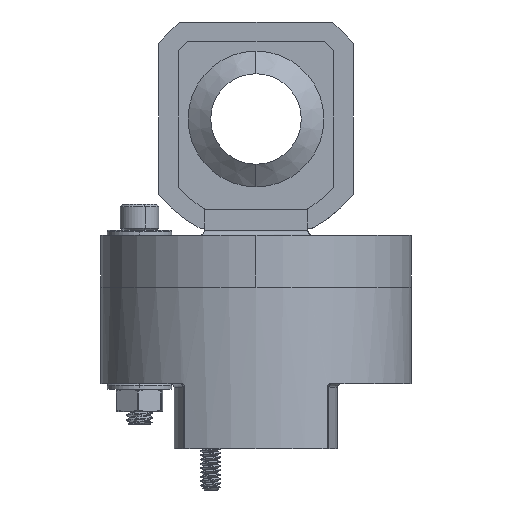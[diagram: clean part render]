
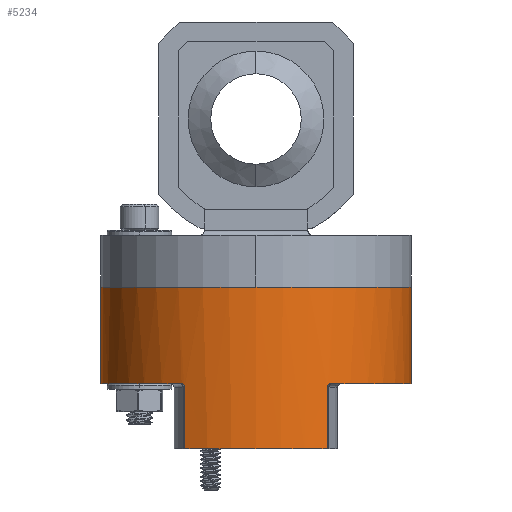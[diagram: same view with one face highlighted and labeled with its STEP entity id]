
A CAD part, left-side view. The second image highlights one B-rep face of the part: STEP entity #5234.
In plain terms, the highlighted cylindrical face has radius 38.1 mm (diameter 76.2 mm), a partial arc.
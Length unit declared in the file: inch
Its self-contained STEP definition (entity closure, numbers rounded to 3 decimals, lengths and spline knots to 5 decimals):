
#38 = EDGE_CURVE ( 'NONE', #10479, #28979, #16340, .T. ) ;
#50 = VECTOR ( 'NONE', #25393, 39.37008 ) ;
#405 = CARTESIAN_POINT ( 'NONE',  ( 0.60249, -1.33268, -0.68845 ) ) ;
#422 = DIRECTION ( 'NONE',  ( 0., 0., -1. ) ) ;
#423 = CARTESIAN_POINT ( 'NONE',  ( 0.625, -1.33317, 0.6875 ) ) ;
#702 = CARTESIAN_POINT ( 'NONE',  ( 0.625, -1.31659, -0.71875 ) ) ;
#840 = CARTESIAN_POINT ( 'NONE',  ( 0.59375, -1.33317, 0.6875 ) ) ;
#1125 = VERTEX_POINT ( 'NONE', #6109 ) ;
#1542 = CYLINDRICAL_SURFACE ( 'NONE', #18509, 1.5 ) ;
#2227 = CARTESIAN_POINT ( 'NONE',  ( 0.625, -1.33317, -0.6875 ) ) ;
#2435 = CARTESIAN_POINT ( 'NONE',  ( 0.6243, -1.32075, -0.71108 ) ) ;
#2951 = DIRECTION ( 'NONE',  ( 0., 0., -1. ) ) ;
#3073 = DIRECTION ( 'NONE',  ( -1., 0., 0. ) ) ;
#3368 = CIRCLE ( 'NONE', #16104, 1.5 ) ;
#3519 = CARTESIAN_POINT ( 'NONE',  ( 0.625, -1.31659, -0.71875 ) ) ;
#3873 = EDGE_CURVE ( 'NONE', #18232, #21898, #21450, .T. ) ;
#4090 = DIRECTION ( 'NONE',  ( -1., 0., 0. ) ) ;
#4391 = CARTESIAN_POINT ( 'NONE',  ( 0.60247, -1.33269, 0.68843 ) ) ;
#4907 = CARTESIAN_POINT ( 'NONE',  ( 1.56, 0., 0. ) ) ;
#4957 = CIRCLE ( 'NONE', #21600, 1.5 ) ;
#5185 = CARTESIAN_POINT ( 'NONE',  ( 0.625, -1.31869, -0.71489 ) ) ;
#5234 = ADVANCED_FACE ( 'NONE', ( #6012 ), #1542, .T. ) ;
#5406 = CARTESIAN_POINT ( 'NONE',  ( 0., 0., 0. ) ) ;
#5756 = CARTESIAN_POINT ( 'NONE',  ( 1.56, 0., 1.5 ) ) ;
#5938 = DIRECTION ( 'NONE',  ( 0., 0., 1. ) ) ;
#6012 = FACE_OUTER_BOUND ( 'NONE', #11391, .T. ) ;
#6109 = CARTESIAN_POINT ( 'NONE',  ( 0.625, -1.31659, 0.71875 ) ) ;
#6311 = CARTESIAN_POINT ( 'NONE',  ( 0.625, 0., -1.5 ) ) ;
#6662 = LINE ( 'NONE', #18179, #50 ) ;
#6800 = ORIENTED_EDGE ( 'NONE', *, *, #30114, .F. ) ;
#8067 = DIRECTION ( 'NONE',  ( -1., 0., 0. ) ) ;
#8624 = ORIENTED_EDGE ( 'NONE', *, *, #27941, .T. ) ;
#8642 = CIRCLE ( 'NONE', #25322, 1.5 ) ;
#8701 = ORIENTED_EDGE ( 'NONE', *, *, #10116, .F. ) ;
#8907 = B_SPLINE_CURVE_WITH_KNOTS ( 'NONE', 3,
 ( #28368, #21151, #405, #23912, #14704, #23611, #28823, #2435, #5185, #702 ),
 .UNSPECIFIED., .F., .F.,
 ( 4, 2, 2, 2, 4 ),
 ( 0., 0.00033, 0.00066, 0.00099, 0.00132 ),
 .UNSPECIFIED. ) ;
#9242 = DIRECTION ( 'NONE',  ( 0., 0., 1. ) ) ;
#10116 = EDGE_CURVE ( 'NONE', #1125, #22678, #4957, .T. ) ;
#10479 = VERTEX_POINT ( 'NONE', #19398 ) ;
#10934 = CARTESIAN_POINT ( 'NONE',  ( 1.56, 0., 0. ) ) ;
#11391 = EDGE_LOOP ( 'NONE', ( #29273, #24787, #28973, #8701, #17127, #29233, #18205, #19332, #8624, #6800 ) ) ;
#11847 = CARTESIAN_POINT ( 'NONE',  ( 0., -1.33317, 0.6875 ) ) ;
#12471 = VECTOR ( 'NONE', #25720, 39.37008 ) ;
#12831 = VECTOR ( 'NONE', #8067, 39.37008 ) ;
#13151 = CARTESIAN_POINT ( 'NONE',  ( 0.59817, -1.33317, 0.6875 ) ) ;
#14704 = CARTESIAN_POINT ( 'NONE',  ( 0.61376, -1.32959, -0.6944 ) ) ;
#14775 = DIRECTION ( 'NONE',  ( 1., 0., 0. ) ) ;
#15118 = VERTEX_POINT ( 'NONE', #28328 ) ;
#15732 = CARTESIAN_POINT ( 'NONE',  ( 0.625, -1.31659, 0.71875 ) ) ;
#16040 = CARTESIAN_POINT ( 'NONE',  ( 0.61375, -1.3296, 0.69439 ) ) ;
#16104 = AXIS2_PLACEMENT_3D ( 'NONE', #25972, #3073, #16748 ) ;
#16340 = LINE ( 'NONE', #2227, #12471 ) ;
#16390 = AXIS2_PLACEMENT_3D ( 'NONE', #4907, #21605, #422 ) ;
#16748 = DIRECTION ( 'NONE',  ( 0., 0., 1. ) ) ;
#17127 = ORIENTED_EDGE ( 'NONE', *, *, #17792, .T. ) ;
#17339 = EDGE_CURVE ( 'NONE', #15118, #24788, #6662, .T. ) ;
#17792 = EDGE_CURVE ( 'NONE', #1125, #18232, #18847, .T. ) ;
#18179 = CARTESIAN_POINT ( 'NONE',  ( 1.56, 0., -1.5 ) ) ;
#18205 = ORIENTED_EDGE ( 'NONE', *, *, #26921, .T. ) ;
#18232 = VERTEX_POINT ( 'NONE', #840 ) ;
#18509 = AXIS2_PLACEMENT_3D ( 'NONE', #10934, #27353, #9242 ) ;
#18847 = B_SPLINE_CURVE_WITH_KNOTS ( 'NONE', 3,
 ( #15732, #25121, #27724, #16040, #25428, #4391, #13151, #22482 ),
 .UNSPECIFIED., .F., .F.,
 ( 4, 2, 2, 4 ),
 ( 0., 0.00066, 0.00099, 0.00132 ),
 .UNSPECIFIED. ) ;
#19332 = ORIENTED_EDGE ( 'NONE', *, *, #38, .F. ) ;
#19395 = VECTOR ( 'NONE', #23928, 39.37008 ) ;
#19398 = CARTESIAN_POINT ( 'NONE',  ( 0.59375, -1.33317, -0.6875 ) ) ;
#20731 = EDGE_CURVE ( 'NONE', #25074, #15118, #24238, .T. ) ;
#20911 = EDGE_CURVE ( 'NONE', #25074, #22678, #24502, .T. ) ;
#21151 = CARTESIAN_POINT ( 'NONE',  ( 0.59816, -1.33317, -0.6875 ) ) ;
#21450 = LINE ( 'NONE', #423, #19395 ) ;
#21499 = VERTEX_POINT ( 'NONE', #3519 ) ;
#21600 = AXIS2_PLACEMENT_3D ( 'NONE', #26980, #4090, #5938 ) ;
#21605 = DIRECTION ( 'NONE',  ( 1., 0., 0. ) ) ;
#21898 = VERTEX_POINT ( 'NONE', #11847 ) ;
#22482 = CARTESIAN_POINT ( 'NONE',  ( 0.59375, -1.33317, 0.6875 ) ) ;
#22678 = VERTEX_POINT ( 'NONE', #27011 ) ;
#23611 = CARTESIAN_POINT ( 'NONE',  ( 0.61933, -1.32648, -0.70034 ) ) ;
#23912 = CARTESIAN_POINT ( 'NONE',  ( 0.61029, -1.3309, -0.69189 ) ) ;
#23928 = DIRECTION ( 'NONE',  ( -1., 0., 0. ) ) ;
#24238 = CIRCLE ( 'NONE', #16390, 1.5 ) ;
#24502 = LINE ( 'NONE', #5756, #12831 ) ;
#24787 = ORIENTED_EDGE ( 'NONE', *, *, #20731, .F. ) ;
#24788 = VERTEX_POINT ( 'NONE', #6311 ) ;
#25074 = VERTEX_POINT ( 'NONE', #29789 ) ;
#25121 = CARTESIAN_POINT ( 'NONE',  ( 0.625, -1.32081, 0.71102 ) ) ;
#25322 = AXIS2_PLACEMENT_3D ( 'NONE', #5406, #14775, #2951 ) ;
#25393 = DIRECTION ( 'NONE',  ( -1., 0., 0. ) ) ;
#25428 = CARTESIAN_POINT ( 'NONE',  ( 0.61036, -1.33088, 0.69193 ) ) ;
#25720 = DIRECTION ( 'NONE',  ( -1., 0., 0. ) ) ;
#25972 = CARTESIAN_POINT ( 'NONE',  ( 0.625, 0., 0. ) ) ;
#26705 = CARTESIAN_POINT ( 'NONE',  ( 0., -1.33317, -0.6875 ) ) ;
#26921 = EDGE_CURVE ( 'NONE', #21898, #28979, #8642, .T. ) ;
#26980 = CARTESIAN_POINT ( 'NONE',  ( 0.625, 0., 0. ) ) ;
#27011 = CARTESIAN_POINT ( 'NONE',  ( 0.625, 0., 1.5 ) ) ;
#27353 = DIRECTION ( 'NONE',  ( -1., 0., 0. ) ) ;
#27724 = CARTESIAN_POINT ( 'NONE',  ( 0.62218, -1.32487, 0.7034 ) ) ;
#27941 = EDGE_CURVE ( 'NONE', #10479, #21499, #8907, .T. ) ;
#28328 = CARTESIAN_POINT ( 'NONE',  ( 1.56, 0., -1.5 ) ) ;
#28368 = CARTESIAN_POINT ( 'NONE',  ( 0.59375, -1.33317, -0.6875 ) ) ;
#28823 = CARTESIAN_POINT ( 'NONE',  ( 0.62146, -1.32466, -0.70378 ) ) ;
#28973 = ORIENTED_EDGE ( 'NONE', *, *, #20911, .T. ) ;
#28979 = VERTEX_POINT ( 'NONE', #26705 ) ;
#29233 = ORIENTED_EDGE ( 'NONE', *, *, #3873, .T. ) ;
#29273 = ORIENTED_EDGE ( 'NONE', *, *, #17339, .F. ) ;
#29789 = CARTESIAN_POINT ( 'NONE',  ( 1.56, 0., 1.5 ) ) ;
#30114 = EDGE_CURVE ( 'NONE', #24788, #21499, #3368, .T. ) ;
